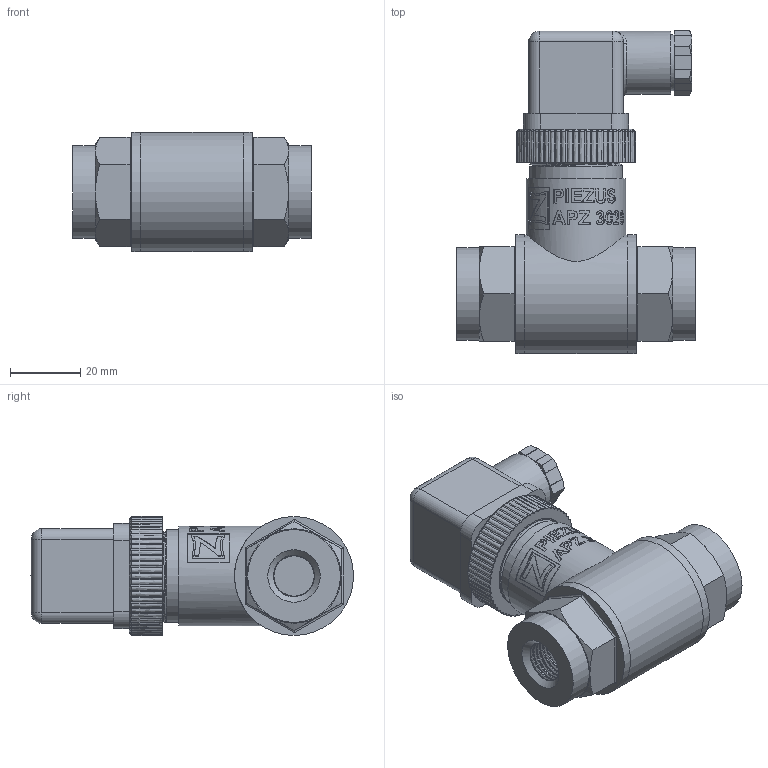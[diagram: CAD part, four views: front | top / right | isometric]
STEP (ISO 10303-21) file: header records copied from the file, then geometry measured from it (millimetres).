
FILE_DESCRIPTION(/* description */ (''),/* implementation_level */ '2;1');
FILE_NAME(/* name */ 'APZ3020_G1''4-internal-axial_DIN43650A.step',/* time_stamp */ '2021-07-28T15:18:20+03:00',/* author */ (''),/* organization */ (''),/* preprocessor_version */ 'ST-DEVELOPER v18.1',/* originating_system */ 'Autodesk Translation Framework v10.9.0.1377',/* authorisation */ '');
FILE_SCHEMA (('AUTOMOTIVE_DESIGN { 1 0 10303 214 3 1 1 }'));
Length unit declared in the file: millimetre
Products named in the file (7): АПЗ 3020 - filled; G 1\4 internal; shell; shell2; nut M27x1.5 v8; DIN 43650A female; DIN 43650A male 
Assembly tree (6 placements, depth 2):
  АПЗ 3020 - filled
    G 1\4 internal
    shell
    shell2
    nut M27x1.5 v8
    DIN 43650A female
    DIN 43650A male 
Bounding box: 68.2 x 92.3 x 34 mm (x, y, z)
Volume: 93214.2 mm3; surface area: 34646.3 mm2
Topology: 5 solids, 5 shells, 1454 faces, 3981 edges, 2637 vertices
Faces by surface type: plane 578, bspline 563, cylinder 249, cone 41, torus 17, sphere 6
Full cylindrical faces by diameter (mm): 1.6 x4, 1.65 x4, 2 x1, 2.2 x1, 2.537 x6, 2.579 x1, 2.938 x10, 3.2 x1, 5 x1, 6 x1, 7.8 x1, 8 x1, 10 x1, 13.157 x10, 13.5 x2, 16 x1, 18 x1, 21 x1, 21.4 x2, 22 x1, 23.6 x1, 24 x3, 24.4 x1, 24.5 x1, 24.6 x4, 25.132 x4, 25.526 x4, 26.5 x7, 27.208 x5, 28.5 x1
Entity records: 71676 total; most frequent: CARTESIAN_POINT 38596, ORIENTED_EDGE 7950, DIRECTION 4845, EDGE_CURVE 3975, VERTEX_POINT 2635, LINE 1891, VECTOR 1891, EDGE_LOOP 1580
